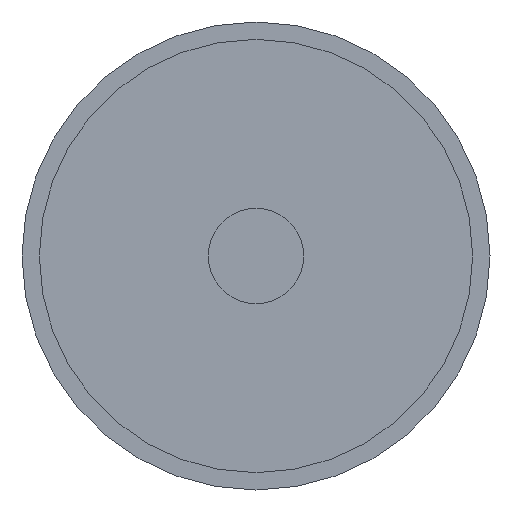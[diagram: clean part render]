
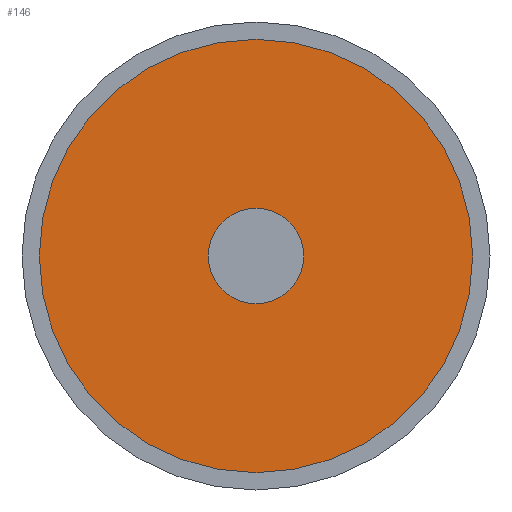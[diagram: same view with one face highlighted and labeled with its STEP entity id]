
A CAD part, front view. The second image highlights one B-rep face of the part: STEP entity #146.
In plain terms, the highlighted planar face has unit normal (0, -1, 0).
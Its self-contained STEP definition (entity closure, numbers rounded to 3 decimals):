
#18=FACE_BOUND('',#44,.T.);
#24=PLANE('',#175);
#31=FACE_OUTER_BOUND('',#43,.T.);
#43=EDGE_LOOP('',(#112));
#44=EDGE_LOOP('',(#113));
#66=CIRCLE('',#170,2.75);
#69=CIRCLE('',#176,12.5);
#78=VERTEX_POINT('',#247);
#81=VERTEX_POINT('',#257);
#89=EDGE_CURVE('',#78,#78,#66,.T.);
#93=EDGE_CURVE('',#81,#81,#69,.T.);
#112=ORIENTED_EDGE('',*,*,#93,.F.);
#113=ORIENTED_EDGE('',*,*,#89,.T.);
#146=ADVANCED_FACE('',(#31,#18),#24,.T.);
#170=AXIS2_PLACEMENT_3D('',#248,#196,#197);
#175=AXIS2_PLACEMENT_3D('',#256,#207,#208);
#176=AXIS2_PLACEMENT_3D('',#258,#209,#210);
#196=DIRECTION('center_axis',(0.,1.,0.));
#197=DIRECTION('ref_axis',(1.,0.,0.));
#207=DIRECTION('center_axis',(0.,-1.,0.));
#208=DIRECTION('ref_axis',(0.,0.,-1.));
#209=DIRECTION('center_axis',(0.,1.,0.));
#210=DIRECTION('ref_axis',(1.,0.,0.));
#247=CARTESIAN_POINT('',(-2.75,0.,0.));
#248=CARTESIAN_POINT('Origin',(0.,0.,0.));
#256=CARTESIAN_POINT('Origin',(0.,0.,12.5));
#257=CARTESIAN_POINT('',(0.,0.,-12.5));
#258=CARTESIAN_POINT('Origin',(0.,0.,0.));
